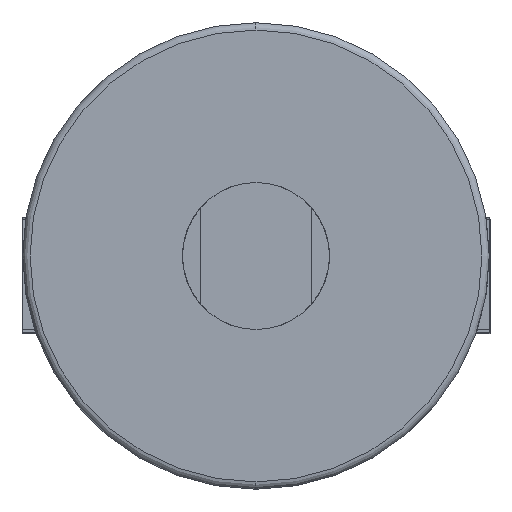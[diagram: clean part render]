
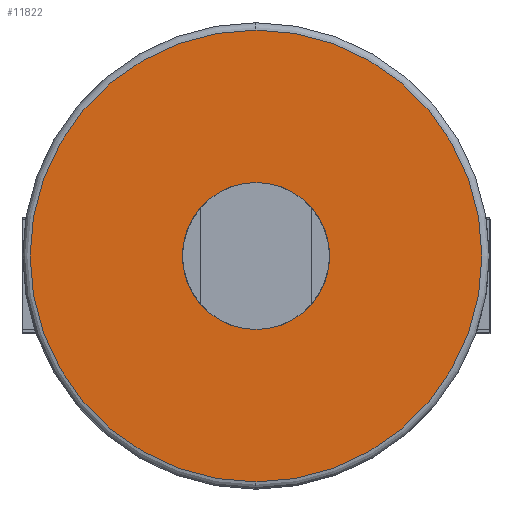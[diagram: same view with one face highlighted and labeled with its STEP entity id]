
A CAD part, left-side view. The second image highlights one B-rep face of the part: STEP entity #11822.
In plain terms, the highlighted planar face has unit normal (-1, 0, 0).
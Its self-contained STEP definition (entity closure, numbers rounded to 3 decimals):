
#400 = DIRECTION ( 'NONE',  ( 0., 0., 1. ) ) ;
#2157 = CARTESIAN_POINT ( 'NONE',  ( -575., 0., -30.75 ) ) ;
#2374 = DIRECTION ( 'NONE',  ( -1., 0., 0. ) ) ;
#2839 = CARTESIAN_POINT ( 'NONE',  ( -575., 31.75, 0. ) ) ;
#3832 = FACE_OUTER_BOUND ( 'NONE', #10857, .T. ) ;
#4156 = PLANE ( 'NONE',  #12188 ) ;
#5359 = CARTESIAN_POINT ( 'NONE',  ( -575., 0., 0. ) ) ;
#5444 = DIRECTION ( 'NONE',  ( -1., 0., 0. ) ) ;
#6264 = EDGE_LOOP ( 'NONE', ( #6625, #13214 ) ) ;
#6552 = VERTEX_POINT ( 'NONE', #15369 ) ;
#6625 = ORIENTED_EDGE ( 'NONE', *, *, #13889, .F. ) ;
#6670 = DIRECTION ( 'NONE',  ( 0., 0., 1. ) ) ;
#6842 = DIRECTION ( 'NONE',  ( -1., 0., 0. ) ) ;
#7040 = VERTEX_POINT ( 'NONE', #2157 ) ;
#7493 = CIRCLE ( 'NONE', #12584, 30.75 ) ;
#8114 = DIRECTION ( 'NONE',  ( -1., 0., 0. ) ) ;
#8219 = CARTESIAN_POINT ( 'NONE',  ( -575., 0., -10. ) ) ;
#8674 = CIRCLE ( 'NONE', #11179, 10. ) ;
#8755 = VERTEX_POINT ( 'NONE', #11456 ) ;
#10106 = CARTESIAN_POINT ( 'NONE',  ( -575., 0., 0. ) ) ;
#10242 = AXIS2_PLACEMENT_3D ( 'NONE', #14172, #6842, #15319 ) ;
#10668 = FACE_BOUND ( 'NONE', #6264, .T. ) ;
#10857 = EDGE_LOOP ( 'NONE', ( #15177, #12842 ) ) ;
#11179 = AXIS2_PLACEMENT_3D ( 'NONE', #5359, #14025, #6670 ) ;
#11274 = AXIS2_PLACEMENT_3D ( 'NONE', #10106, #2374, #11330 ) ;
#11330 = DIRECTION ( 'NONE',  ( 0., 0., 1. ) ) ;
#11456 = CARTESIAN_POINT ( 'NONE',  ( -575., 0., 10. ) ) ;
#11822 = ADVANCED_FACE ( 'NONE', ( #3832, #10668 ), #4156, .T. ) ;
#12188 = AXIS2_PLACEMENT_3D ( 'NONE', #2839, #5444, #14100 ) ;
#12584 = AXIS2_PLACEMENT_3D ( 'NONE', #15292, #8114, #400 ) ;
#12743 = EDGE_CURVE ( 'NONE', #6552, #7040, #7493, .T. ) ;
#12842 = ORIENTED_EDGE ( 'NONE', *, *, #13697, .T. ) ;
#12894 = VERTEX_POINT ( 'NONE', #8219 ) ;
#13214 = ORIENTED_EDGE ( 'NONE', *, *, #15325, .F. ) ;
#13600 = CIRCLE ( 'NONE', #10242, 10. ) ;
#13697 = EDGE_CURVE ( 'NONE', #7040, #6552, #15775, .T. ) ;
#13889 = EDGE_CURVE ( 'NONE', #12894, #8755, #8674, .T. ) ;
#14025 = DIRECTION ( 'NONE',  ( -1., 0., 0. ) ) ;
#14100 = DIRECTION ( 'NONE',  ( 0., 0., 1. ) ) ;
#14172 = CARTESIAN_POINT ( 'NONE',  ( -575., 0., 0. ) ) ;
#15177 = ORIENTED_EDGE ( 'NONE', *, *, #12743, .T. ) ;
#15292 = CARTESIAN_POINT ( 'NONE',  ( -575., 0., 0. ) ) ;
#15319 = DIRECTION ( 'NONE',  ( 0., 0., 1. ) ) ;
#15325 = EDGE_CURVE ( 'NONE', #8755, #12894, #13600, .T. ) ;
#15369 = CARTESIAN_POINT ( 'NONE',  ( -575., 0., 30.75 ) ) ;
#15775 = CIRCLE ( 'NONE', #11274, 30.75 ) ;
